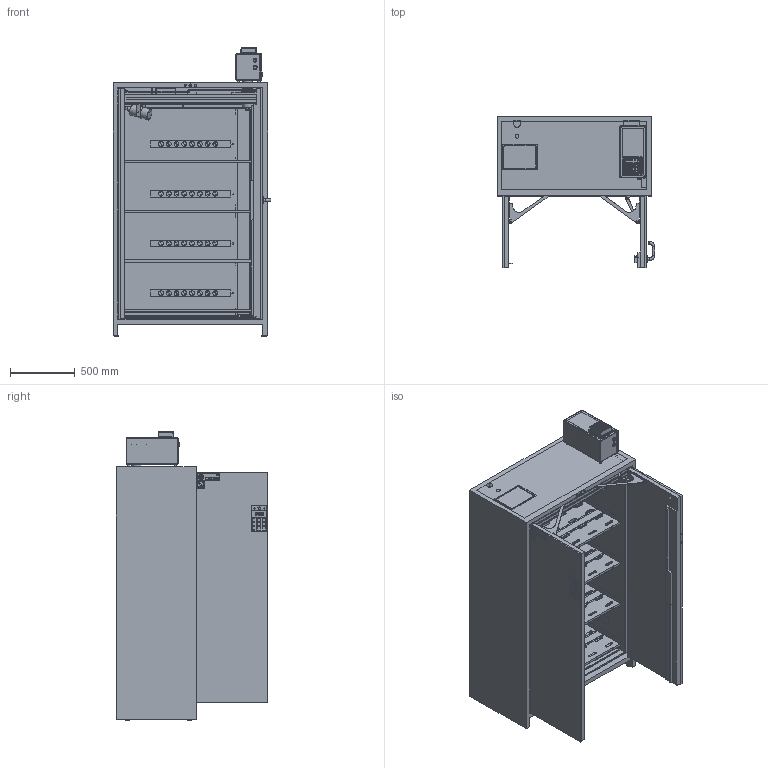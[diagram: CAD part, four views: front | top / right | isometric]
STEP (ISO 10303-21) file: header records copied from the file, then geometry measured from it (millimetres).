
FILE_DESCRIPTION(/* description */ (''),/* implementation_level */ '2;1');
FILE_NAME(/* name */ 'IO90.195.120.PC.WDC_41269-047-41392 4er_OD.stp',/* time_stamp */ '2023-10-11T10:33:42+02:00',/* author */ ('mirudolph'),/* organization */ ('asecos® GmbH'),/* preprocessor_version */ 'ST-DEVELOPER v17.2',/* originating_system */ 'Autodesk Inventor 2019',/* authorisation */ '');
FILE_SCHEMA (('AUTOMOTIVE_DESIGN { 1 0 10303 214 3 1 1 }'));
Products named in the file (1): IO90.195.120.PC.WDC_41269-047-41392 4er_OD
Bounding box: 1219.46 x 1166.58 x 2224.29 mm (x, y, z)
Volume: 429077501.3 mm3; surface area: 24858056.7 mm2
Topology: 10 solids, 14 shells, 4065 faces, 10349 edges, 6620 vertices
Faces by surface type: plane 2242, cylinder 1172, bspline 550, torus 59, cone 36, sphere 6
Full cylindrical faces by diameter (mm): 4 x7, 4.134 x2, 5 x68, 5.1 x5, 6 x2, 6.742 x1, 7 x6, 8 x3, 8.1 x4, 9.5 x1, 10 x5, 13 x2, 13.656 x1, 14 x1, 15 x2, 16 x7, 20 x6, 22 x2, 22.5 x2, 24 x1, 25.2 x1, 27 x1, 28.4 x1, 29 x1, 30 x2, 31 x2, 31.8 x4, 33.8 x1, 35 x1, 37.8 x1
Entity records: 133672 total; most frequent: CARTESIAN_POINT 30931, ORIENTED_EDGE 20696, DIRECTION 19611, EDGE_CURVE 10348, LINE 6849, VECTOR 6849, VERTEX_POINT 6626, AXIS2_PLACEMENT_3D 6381
